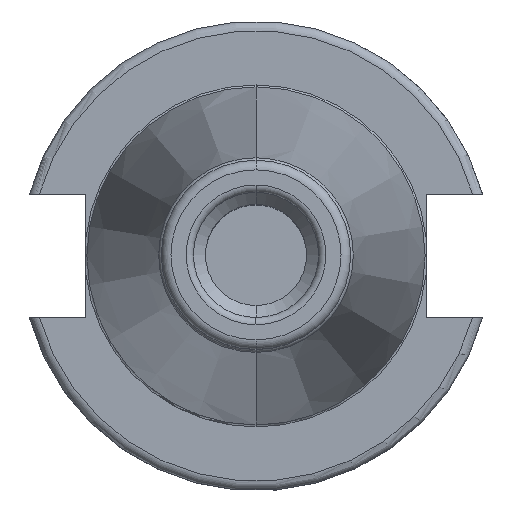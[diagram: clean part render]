
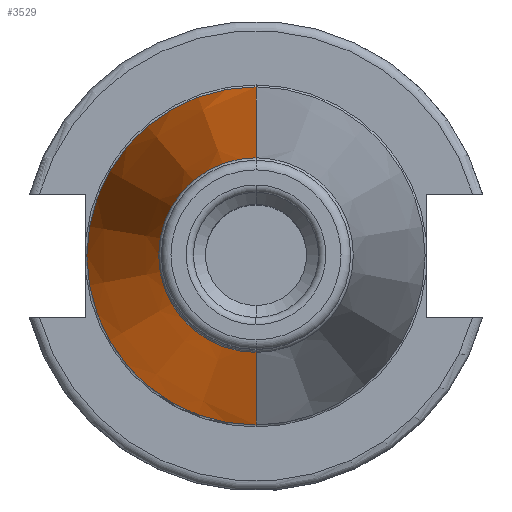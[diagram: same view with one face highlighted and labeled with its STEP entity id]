
A CAD part, top view. The second image highlights one B-rep face of the part: STEP entity #3529.
In plain terms, the highlighted conical face has half-angle 8.297 degrees and reference radius 27.65 mm.
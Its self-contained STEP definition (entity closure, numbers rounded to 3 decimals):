
#1306=DIRECTION('',(0,-0.144,0.99));
#1307=VECTOR('',#1306,103.254);
#1308=CARTESIAN_POINT('',(0,35.1,14));
#1309=LINE('',#1308,#1307);
#1310=DIRECTION('',(0,0.144,0.99));
#1311=VECTOR('',#1310,103.254);
#1312=CARTESIAN_POINT('',(0,-35.1,14));
#1313=LINE('',#1312,#1311);
#1314=CARTESIAN_POINT('',(0,0,14));
#1315=DIRECTION('',(0,0,1));
#1316=DIRECTION('',(0,1,0));
#1317=AXIS2_PLACEMENT_3D('',#1314,#1315,#1316);
#1339=CARTESIAN_POINT('',(0,0,116.173));
#1340=DIRECTION('',(0,0,1));
#1341=DIRECTION('',(0,1,0));
#1342=AXIS2_PLACEMENT_3D('',#1339,#1340,#1341);
#1681=CARTESIAN_POINT('',(0,35.1,14));
#1682=VERTEX_POINT('',#1681);
#1683=CARTESIAN_POINT('',(0,20.2,116.173));
#1684=VERTEX_POINT('',#1683);
#1721=CARTESIAN_POINT('',(0,-35.1,14));
#1722=VERTEX_POINT('',#1721);
#1723=CARTESIAN_POINT('',(0,-20.2,116.173));
#1724=VERTEX_POINT('',#1723);
#3515=CARTESIAN_POINT('',(0,0,65.087));
#3516=DIRECTION('',(0,0,-1));
#3517=DIRECTION('',(0,-1,0));
#3518=AXIS2_PLACEMENT_3D('',#3515,#3516,#3517);
#3519=CONICAL_SURFACE('',#3518,27.65,8.297);
#3521=ORIENTED_EDGE('',*,*,#3520,.T.);
#3523=ORIENTED_EDGE('',*,*,#3522,.T.);
#3525=ORIENTED_EDGE('',*,*,#3524,.F.);
#3526=ORIENTED_EDGE('',*,*,#3508,.F.);
#3527=EDGE_LOOP('',(#3521,#3523,#3525,#3526));
#3528=FACE_OUTER_BOUND('',#3527,.F.);
#3529=ADVANCED_FACE('',(#3528),#3519,.T.);
#1318=CIRCLE('',#1317,35.1);
#1343=CIRCLE('',#1342,20.2);
#3508=EDGE_CURVE('',#1682,#1722,#1318,.T.);
#3520=EDGE_CURVE('',#1682,#1684,#1309,.T.);
#3522=EDGE_CURVE('',#1684,#1724,#1343,.T.);
#3524=EDGE_CURVE('',#1722,#1724,#1313,.T.);
